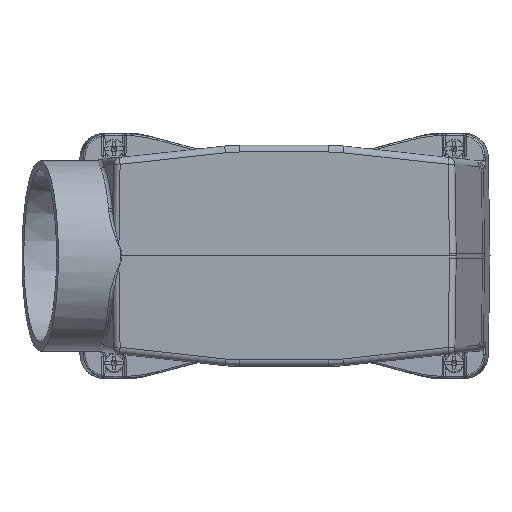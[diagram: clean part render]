
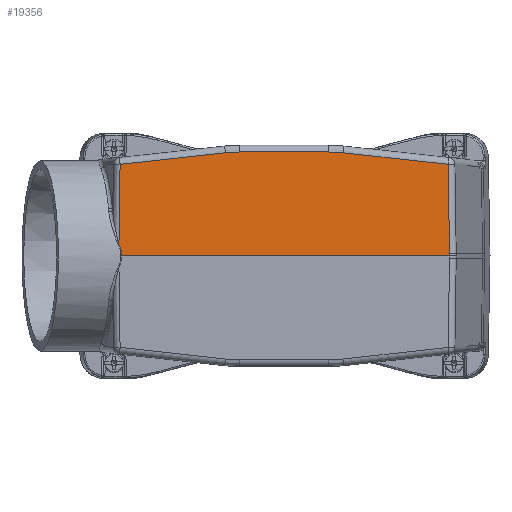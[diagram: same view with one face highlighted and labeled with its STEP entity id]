
A CAD part, left-side view. The second image highlights one B-rep face of the part: STEP entity #19356.
In plain terms, the highlighted planar face has unit normal (-1, 0, 0.018).
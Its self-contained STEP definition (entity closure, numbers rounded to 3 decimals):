
#211=DIRECTION('',(0.,-1.,0.));
#212=VECTOR('',#211,96.389);
#213=CARTESIAN_POINT('',(-40.8,25.299,1.));
#214=LINE('',#213,#212);
#256=DIRECTION('',(0.017,-0.014,1.));
#257=VECTOR('',#256,23.52);
#258=CARTESIAN_POINT('',(-40.741,26.048,4.392));
#259=LINE('',#258,#257);
#260=DIRECTION('',(0.002,-0.994,0.109));
#261=VECTOR('',#260,31.135);
#262=CARTESIAN_POINT('',(-40.33,25.71,27.907));
#263=LINE('',#262,#261);
#264=CARTESIAN_POINT('',(-40.271,-5.239,31.308));
#265=CARTESIAN_POINT('',(-40.268,-6.617,31.459));
#266=CARTESIAN_POINT('',(-40.267,-8.003,31.535));
#267=CARTESIAN_POINT('',(-40.267,-9.39,31.535));
#269=CARTESIAN_POINT('',(-40.267,-35.61,31.535));
#270=CARTESIAN_POINT('',(-40.267,-36.996,31.535));
#271=CARTESIAN_POINT('',(-40.268,-38.383,31.459));
#272=CARTESIAN_POINT('',(-40.271,-39.761,31.308));
#274=DIRECTION('',(-0.002,-0.994,-0.109));
#275=VECTOR('',#274,31.136);
#276=CARTESIAN_POINT('',(-40.271,-39.761,31.308));
#277=LINE('',#276,#275);
#278=DIRECTION('',(-0.017,-0.014,-1.));
#279=VECTOR('',#278,26.233);
#280=CARTESIAN_POINT('',(-40.33,-70.71,27.907));
#281=LINE('',#280,#279);
#282=CARTESIAN_POINT('',(-40.788,-71.089,1.681));
#283=CARTESIAN_POINT('',(-40.792,-71.092,1.454));
#284=CARTESIAN_POINT('',(-40.796,-71.091,1.227));
#285=CARTESIAN_POINT('',(-40.8,-71.09,
1.));
#287=CARTESIAN_POINT('',(-40.8,25.299,1.));
#288=CARTESIAN_POINT('',(-40.797,25.284,1.166));
#289=CARTESIAN_POINT('',(-40.794,25.277,1.332));
#290=CARTESIAN_POINT('',(-40.791,25.278,1.498));
#292=CARTESIAN_POINT('',(-40.791,25.278,1.498));
#293=CARTESIAN_POINT('',(-40.774,25.281,2.465));
#294=CARTESIAN_POINT('',(-40.758,25.538,3.432));
#295=CARTESIAN_POINT('',(-40.741,26.048,4.392));
#6261=DIRECTION('',(0.,1.,0.));
#6262=VECTOR('',#6261,26.22);
#6263=CARTESIAN_POINT('',(-40.267,-35.61,
31.535));
#6264=LINE('',#6263,#6262);
#15427=CARTESIAN_POINT('',(-40.8,25.299,
1.));
#15428=CARTESIAN_POINT('',(-40.8,-71.09,
1.));
#15429=VERTEX_POINT('',#15427);
#15430=VERTEX_POINT('',#15428);
#15441=CARTESIAN_POINT('',(-40.741,26.048,
4.392));
#15442=CARTESIAN_POINT('',(-40.33,25.71,
27.907));
#15443=VERTEX_POINT('',#15441);
#15444=VERTEX_POINT('',#15442);
#15445=CARTESIAN_POINT('',(-40.271,-5.239,
31.308));
#15446=VERTEX_POINT('',#15445);
#15447=VERTEX_POINT('',#267);
#15448=CARTESIAN_POINT('',(-40.267,-35.61,
31.535));
#15449=VERTEX_POINT('',#15448);
#15450=VERTEX_POINT('',#272);
#15451=CARTESIAN_POINT('',(-40.33,-70.71,
27.907));
#15452=VERTEX_POINT('',#15451);
#15453=CARTESIAN_POINT('',(-40.788,-71.089,
1.681));
#15454=VERTEX_POINT('',#15453);
#15455=VERTEX_POINT('',#290);
#19328=CARTESIAN_POINT('',(-40.8,-19.268,
1.));
#19329=DIRECTION('',(-1.,0.,0.017));
#19330=DIRECTION('',(-0.017,0.,-1.));
#19331=AXIS2_PLACEMENT_3D('',#19328,#19329,#19330);
#19332=PLANE('',#19331);
#19334=ORIENTED_EDGE('',*,*,#19333,.T.);
#19336=ORIENTED_EDGE('',*,*,#19335,.T.);
#19338=ORIENTED_EDGE('',*,*,#19337,.T.);
#19340=ORIENTED_EDGE('',*,*,#19339,.F.);
#19342=ORIENTED_EDGE('',*,*,#19341,.T.);
#19344=ORIENTED_EDGE('',*,*,#19343,.T.);
#19346=ORIENTED_EDGE('',*,*,#19345,.T.);
#19348=ORIENTED_EDGE('',*,*,#19347,.T.);
#19349=ORIENTED_EDGE('',*,*,#19304,.F.);
#19351=ORIENTED_EDGE('',*,*,#19350,.T.);
#19353=ORIENTED_EDGE('',*,*,#19352,.T.);
#19354=EDGE_LOOP('',(#19334,#19336,#19338,#19340,#19342,#19344,#19346,#19348,
#19349,#19351,#19353));
#19355=FACE_OUTER_BOUND('',#19354,.F.);
#19356=ADVANCED_FACE('',(#19355),#19332,.T.);
#268=B_SPLINE_CURVE_WITH_KNOTS('',3,(#264,#265,#266,#267),.UNSPECIFIED.,.F.,.F.,
(4,4),(0.,1.),.UNSPECIFIED.);
#273=B_SPLINE_CURVE_WITH_KNOTS('',3,(#269,#270,#271,#272),.UNSPECIFIED.,.F.,.F.,
(4,4),(0.,1.),.UNSPECIFIED.);
#286=B_SPLINE_CURVE_WITH_KNOTS('',3,(#282,#283,#284,#285),.UNSPECIFIED.,.F.,.F.,
(4,4),(0.,1.),.UNSPECIFIED.);
#291=B_SPLINE_CURVE_WITH_KNOTS('',3,(#287,#288,#289,#290),.UNSPECIFIED.,.F.,.F.,
(4,4),(0.,1.),.UNSPECIFIED.);
#296=B_SPLINE_CURVE_WITH_KNOTS('',3,(#292,#293,#294,#295),.UNSPECIFIED.,.F.,.F.,
(4,4),(0.,1.),.UNSPECIFIED.);
#19304=EDGE_CURVE('',#15429,#15430,#214,.T.);
#19333=EDGE_CURVE('',#15443,#15444,#259,.T.);
#19335=EDGE_CURVE('',#15444,#15446,#263,.T.);
#19337=EDGE_CURVE('',#15446,#15447,#268,.T.);
#19339=EDGE_CURVE('',#15449,#15447,#6264,.T.);
#19341=EDGE_CURVE('',#15449,#15450,#273,.T.);
#19343=EDGE_CURVE('',#15450,#15452,#277,.T.);
#19345=EDGE_CURVE('',#15452,#15454,#281,.T.);
#19347=EDGE_CURVE('',#15454,#15430,#286,.T.);
#19350=EDGE_CURVE('',#15429,#15455,#291,.T.);
#19352=EDGE_CURVE('',#15455,#15443,#296,.T.);
